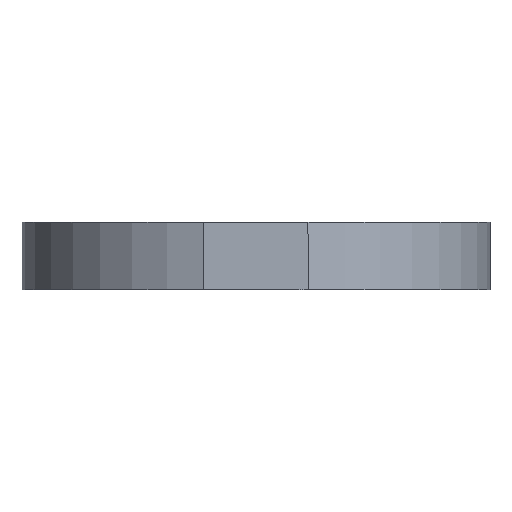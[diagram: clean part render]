
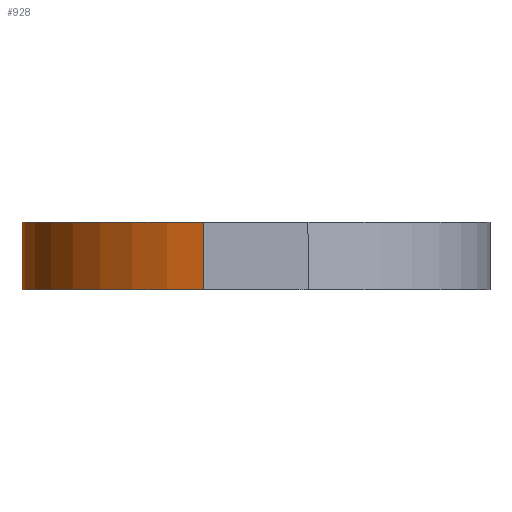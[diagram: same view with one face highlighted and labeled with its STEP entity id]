
A CAD part, front view. The second image highlights one B-rep face of the part: STEP entity #928.
In plain terms, the highlighted cylindrical face has radius 45 mm (diameter 90 mm), a partial arc.
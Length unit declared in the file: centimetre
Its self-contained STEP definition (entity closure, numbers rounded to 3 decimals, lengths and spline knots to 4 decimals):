
#115=CIRCLE('',#980,4.5);
#129=CIRCLE('',#1000,4.5);
#180=CYLINDRICAL_SURFACE('',#999,4.5);
#226=VERTEX_POINT('',#1405);
#228=VERTEX_POINT('',#1408);
#244=VERTEX_POINT('',#1449);
#245=VERTEX_POINT('',#1453);
#316=VECTOR('',#1169,1.);
#318=VECTOR('',#1173,1.);
#372=LINE('',#1448,#316);
#374=LINE('',#1452,#318);
#433=EDGE_CURVE('',#228,#226,#115,.T.);
#453=EDGE_CURVE('',#228,#244,#372,.T.);
#455=EDGE_CURVE('',#245,#226,#374,.T.);
#456=EDGE_CURVE('',#245,#244,#129,.T.);
#598=ORIENTED_EDGE('',*,*,#453,.F.);
#599=ORIENTED_EDGE('',*,*,#433,.T.);
#600=ORIENTED_EDGE('',*,*,#455,.F.);
#601=ORIENTED_EDGE('',*,*,#456,.T.);
#797=EDGE_LOOP('',(#598,#599,#600,#601));
#863=FACE_BOUND('',#797,.T.);
#928=ADVANCED_FACE('',(#863),#180,.T.);
#980=AXIS2_PLACEMENT_3D('',#1407,#1127,#1128);
#999=AXIS2_PLACEMENT_3D('',#1451,#1171,#1172);
#1000=AXIS2_PLACEMENT_3D('',#1454,#1174,#1175);
#1127=DIRECTION('',(0.,0.,1.));
#1128=DIRECTION('',(-4.5,0.,0.));
#1169=DIRECTION('',(0.,0.,1.));
#1171=DIRECTION('',(0.,0.,1.));
#1172=DIRECTION('',(4.5,0.,0.));
#1173=DIRECTION('',(0.,0.,-1.));
#1174=DIRECTION('',(0.,0.,-1.));
#1175=DIRECTION('',(4.5,0.,0.));
#1405=CARTESIAN_POINT('',(-1.0026,-9.1793,-0.8));
#1407=CARTESIAN_POINT('',(-0.0026,-4.7918,-0.8));
#1408=CARTESIAN_POINT('',(-4.5026,-4.7918,-0.8));
#1448=CARTESIAN_POINT('',(-4.5026,-4.7918,0.));
#1449=CARTESIAN_POINT('',(-4.5026,-4.7918,0.5));
#1451=CARTESIAN_POINT('',(-0.0026,-4.7918,0.));
#1452=CARTESIAN_POINT('',(-1.0026,-9.1793,0.));
#1453=CARTESIAN_POINT('',(-1.0026,-9.1793,0.5));
#1454=CARTESIAN_POINT('',(-0.0026,-4.7918,0.5));
